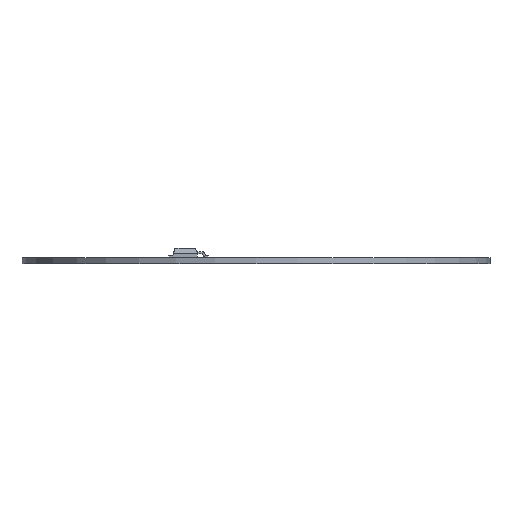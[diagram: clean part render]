
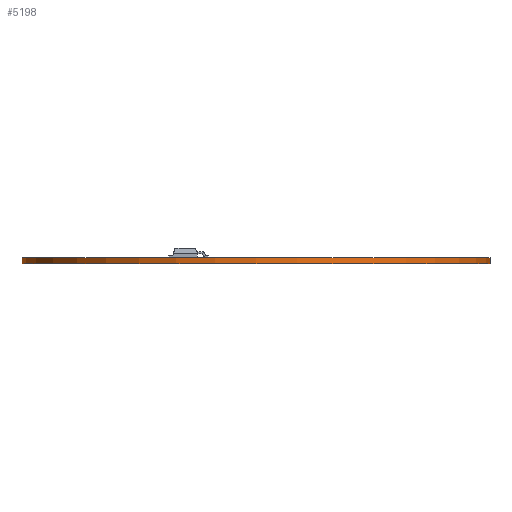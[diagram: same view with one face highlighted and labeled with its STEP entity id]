
A CAD part, front view. The second image highlights one B-rep face of the part: STEP entity #5198.
In plain terms, the highlighted cylindrical face has radius 59 mm (diameter 118 mm), a full revolution.
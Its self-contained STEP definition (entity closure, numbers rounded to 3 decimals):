
#5198 = ADVANCED_FACE('',(#5199),#5213,.T.);
#5199 = FACE_BOUND('',#5200,.F.);
#5200 = EDGE_LOOP('',(#5201,#5231,#5258,#5259));
#5201 = ORIENTED_EDGE('',*,*,#5202,.T.);
#5202 = EDGE_CURVE('',#5203,#5205,#5207,.T.);
#5203 = VERTEX_POINT('',#5204);
#5204 = CARTESIAN_POINT('',(59.,0.,0.));
#5205 = VERTEX_POINT('',#5206);
#5206 = CARTESIAN_POINT('',(59.,0.,1.6));
#5207 = SEAM_CURVE('',#5208,(#5212,#5224),.PCURVE_S1.);
#5208 = LINE('',#5209,#5210);
#5209 = CARTESIAN_POINT('',(59.,0.,0.));
#5210 = VECTOR('',#5211,1.);
#5211 = DIRECTION('',(0.,0.,1.));
#5212 = PCURVE('',#5213,#5218);
#5213 = CYLINDRICAL_SURFACE('',#5214,59.);
#5214 = AXIS2_PLACEMENT_3D('',#5215,#5216,#5217);
#5215 = CARTESIAN_POINT('',(0.,-0.,0.));
#5216 = DIRECTION('',(-0.,-0.,-1.));
#5217 = DIRECTION('',(1.,0.,-0.));
#5218 = DEFINITIONAL_REPRESENTATION('',(#5219),#5223);
#5219 = LINE('',#5220,#5221);
#5220 = CARTESIAN_POINT('',(-0.,0.));
#5221 = VECTOR('',#5222,1.);
#5222 = DIRECTION('',(-0.,-1.));
#5223 = ( GEOMETRIC_REPRESENTATION_CONTEXT(2) 
PARAMETRIC_REPRESENTATION_CONTEXT() REPRESENTATION_CONTEXT('2D SPACE',''
  ) );
#5224 = PCURVE('',#5213,#5225);
#5225 = DEFINITIONAL_REPRESENTATION('',(#5226),#5230);
#5226 = LINE('',#5227,#5228);
#5227 = CARTESIAN_POINT('',(-6.283,0.));
#5228 = VECTOR('',#5229,1.);
#5229 = DIRECTION('',(-0.,-1.));
#5230 = ( GEOMETRIC_REPRESENTATION_CONTEXT(2) 
PARAMETRIC_REPRESENTATION_CONTEXT() REPRESENTATION_CONTEXT('2D SPACE',''
  ) );
#5231 = ORIENTED_EDGE('',*,*,#5232,.T.);
#5232 = EDGE_CURVE('',#5205,#5205,#5233,.T.);
#5233 = SURFACE_CURVE('',#5234,(#5239,#5246),.PCURVE_S1.);
#5234 = CIRCLE('',#5235,59.);
#5235 = AXIS2_PLACEMENT_3D('',#5236,#5237,#5238);
#5236 = CARTESIAN_POINT('',(0.,0.,1.6));
#5237 = DIRECTION('',(0.,0.,1.));
#5238 = DIRECTION('',(1.,0.,-0.));
#5239 = PCURVE('',#5213,#5240);
#5240 = DEFINITIONAL_REPRESENTATION('',(#5241),#5245);
#5241 = LINE('',#5242,#5243);
#5242 = CARTESIAN_POINT('',(-0.,-1.6));
#5243 = VECTOR('',#5244,1.);
#5244 = DIRECTION('',(-1.,0.));
#5245 = ( GEOMETRIC_REPRESENTATION_CONTEXT(2) 
PARAMETRIC_REPRESENTATION_CONTEXT() REPRESENTATION_CONTEXT('2D SPACE',''
  ) );
#5246 = PCURVE('',#5247,#5252);
#5247 = PLANE('',#5248);
#5248 = AXIS2_PLACEMENT_3D('',#5249,#5250,#5251);
#5249 = CARTESIAN_POINT('',(0.,0.,1.6)
  );
#5250 = DIRECTION('',(0.,0.,1.));
#5251 = DIRECTION('',(1.,0.,-0.));
#5252 = DEFINITIONAL_REPRESENTATION('',(#5253),#5257);
#5253 = CIRCLE('',#5254,59.);
#5254 = AXIS2_PLACEMENT_2D('',#5255,#5256);
#5255 = CARTESIAN_POINT('',(0.,0.));
#5256 = DIRECTION('',(1.,0.));
#5257 = ( GEOMETRIC_REPRESENTATION_CONTEXT(2) 
PARAMETRIC_REPRESENTATION_CONTEXT() REPRESENTATION_CONTEXT('2D SPACE',''
  ) );
#5258 = ORIENTED_EDGE('',*,*,#5202,.F.);
#5259 = ORIENTED_EDGE('',*,*,#5260,.F.);
#5260 = EDGE_CURVE('',#5203,#5203,#5261,.T.);
#5261 = SURFACE_CURVE('',#5262,(#5267,#5274),.PCURVE_S1.);
#5262 = CIRCLE('',#5263,59.);
#5263 = AXIS2_PLACEMENT_3D('',#5264,#5265,#5266);
#5264 = CARTESIAN_POINT('',(0.,-0.,0.));
#5265 = DIRECTION('',(0.,0.,1.));
#5266 = DIRECTION('',(1.,0.,-0.));
#5267 = PCURVE('',#5213,#5268);
#5268 = DEFINITIONAL_REPRESENTATION('',(#5269),#5273);
#5269 = LINE('',#5270,#5271);
#5270 = CARTESIAN_POINT('',(-0.,0.));
#5271 = VECTOR('',#5272,1.);
#5272 = DIRECTION('',(-1.,0.));
#5273 = ( GEOMETRIC_REPRESENTATION_CONTEXT(2) 
PARAMETRIC_REPRESENTATION_CONTEXT() REPRESENTATION_CONTEXT('2D SPACE',''
  ) );
#5274 = PCURVE('',#5275,#5280);
#5275 = PLANE('',#5276);
#5276 = AXIS2_PLACEMENT_3D('',#5277,#5278,#5279);
#5277 = CARTESIAN_POINT('',(0.,0.,0.));
#5278 = DIRECTION('',(0.,0.,1.));
#5279 = DIRECTION('',(1.,0.,-0.));
#5280 = DEFINITIONAL_REPRESENTATION('',(#5281),#5285);
#5281 = CIRCLE('',#5282,59.);
#5282 = AXIS2_PLACEMENT_2D('',#5283,#5284);
#5283 = CARTESIAN_POINT('',(0.,0.));
#5284 = DIRECTION('',(1.,0.));
#5285 = ( GEOMETRIC_REPRESENTATION_CONTEXT(2) 
PARAMETRIC_REPRESENTATION_CONTEXT() REPRESENTATION_CONTEXT('2D SPACE',''
  ) );
